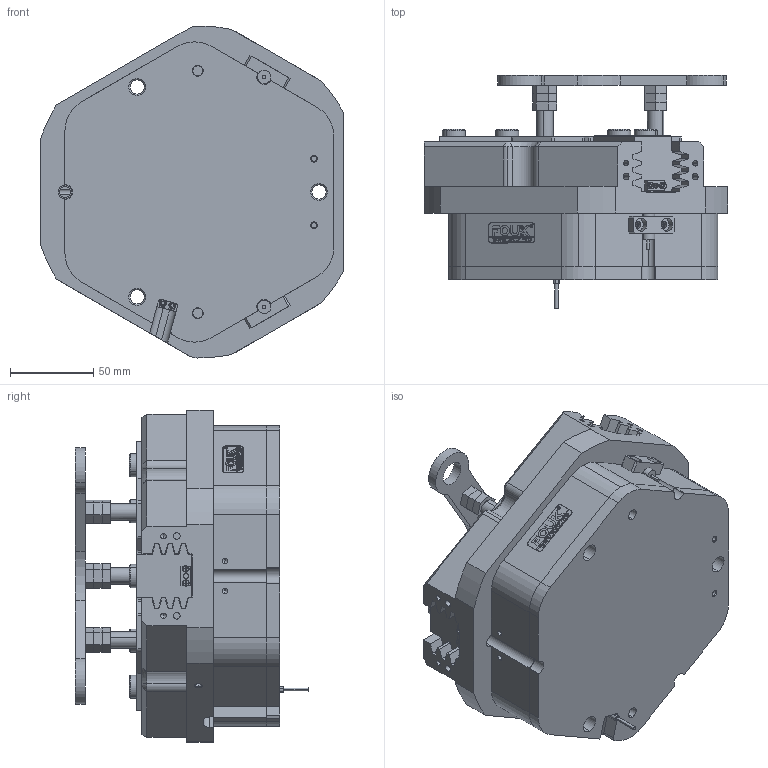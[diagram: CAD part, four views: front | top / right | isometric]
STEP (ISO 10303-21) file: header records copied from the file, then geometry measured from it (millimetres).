
FILE_DESCRIPTION (( 'STEP AP203' ), '1' );
FILE_NAME ('FZ125-200-C43.STEP', '2025-01-13T02:49:28', ( 'USER-' ), ( 'Microsoft' ), 'SwSTEP 2.0', 'SolidWorks 2018', '' );
FILE_SCHEMA (( 'CONFIG_CONTROL_DESIGN' ));
Length unit declared in the file: millimetre
Products named in the file (17): 埴翐芛_GB_FASTENER_SCREWS_HSHCS M2X8-N; 32x12-R2; 揤輸蚾饜极; 蹟譫; 电容传感器; 揤輸杅耀.sldasm-Part-9; TZT125-200-M-01 褲极; TZ125-179杅耀.sldasm-Part-6; TZT125-200-M-02 賑輸; TZT125-200-M-06 笢猾啣; 棠羲換覜ん; 芢啣; -C43 芢裝; 湮酴; ﾏ擎ﾗ14｡ﾁ10｡ﾁ8; FZ125-200-C43; TZT125-200-M-05 菁裔啣
Assembly tree (38 placements, depth 3):
  FZ125-200-C43
    TZT125-200-M-02 賑輸  x3
    TZT125-200-M-05 菁裔啣
    湮酴  x2
    电容传感器  x2
    TZT125-200-M-06 笢猾啣
    TZT125-200-M-01 褲极
    32x12-R2
    TZ125-179杅耀.sldasm-Part-6  x3
    揤輸蚾饜极  x3
      揤輸杅耀.sldasm-Part-9
      埴翐芛_GB_FASTENER_SCREWS_HSHCS M2X8-N
    棠羲換覜ん  x2
    ﾏ擎ﾗ14｡ﾁ10｡ﾁ8  x6
    -C43 芢裝  x3
    芢啣
    蹟譫  x6
Bounding box: 183 x 140.34 x 199.96 mm (x, y, z)
Volume: 1958817.4 mm3; surface area: 290853.2 mm2
Topology: 41 solids, 55 shells, 1808 faces, 4584 edges, 2916 vertices
Faces by surface type: plane 927, cylinder 481, cone 233, bspline 155, torus 12
Entity records: 45462 total; most frequent: CARTESIAN_POINT 13008, ORIENTED_EDGE 6376, DIRECTION 5910, EDGE_CURVE 3188, VERTEX_POINT 2079, VECTOR 2076, LINE 2076, AXIS2_PLACEMENT_3D 1917
